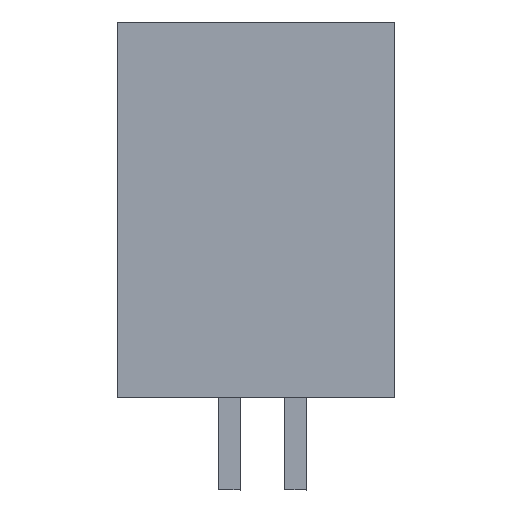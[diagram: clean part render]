
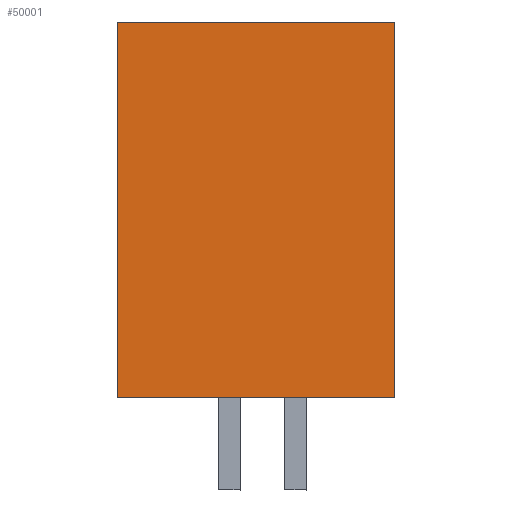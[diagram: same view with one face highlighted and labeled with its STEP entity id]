
A CAD part, left-side view. The second image highlights one B-rep face of the part: STEP entity #50001.
In plain terms, the highlighted planar face has unit normal (-1, 0, 0).
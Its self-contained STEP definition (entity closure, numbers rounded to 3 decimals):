
#49993=AXIS2_PLACEMENT_3D('Plane Axis2P3D',#49990,#49991,#49992) ;
#45367=CARTESIAN_POINT('Vertex',(0.,0.,3.5)) ;
#45370=CARTESIAN_POINT('Line Origine',(0.,5.25,3.5)) ;
#45374=CARTESIAN_POINT('Vertex',(0.,10.5,3.5)) ;
#45942=CARTESIAN_POINT('Vertex',(0.,0.,17.7)) ;
#45945=CARTESIAN_POINT('Line Origine',(0.,0.,10.6)) ;
#46330=CARTESIAN_POINT('Line Origine',(0.,10.5,10.6)) ;
#46334=CARTESIAN_POINT('Vertex',(0.,10.5,17.7)) ;
#47030=CARTESIAN_POINT('Line Origine',(0.,5.25,17.7)) ;
#49990=CARTESIAN_POINT('Axis2P3D Location',(0.,10.5,0.)) ;
#45371=DIRECTION('Vector Direction',(0.,-1.,0.)) ;
#45946=DIRECTION('Vector Direction',(0.,0.,1.)) ;
#46331=DIRECTION('Vector Direction',(0.,0.,1.)) ;
#47031=DIRECTION('Vector Direction',(0.,-1.,0.)) ;
#49991=DIRECTION('Axis2P3D Direction',(-1.,0.,0.)) ;
#49992=DIRECTION('Axis2P3D XDirection',(0.,-1.,0.)) ;
#45372=VECTOR('Line Direction',#45371,1.) ;
#45947=VECTOR('Line Direction',#45946,1.) ;
#46332=VECTOR('Line Direction',#46331,1.) ;
#47032=VECTOR('Line Direction',#47031,1.) ;
#49996=ORIENTED_EDGE('',*,*,#46336,.T.) ;
#49997=ORIENTED_EDGE('',*,*,#45376,.T.) ;
#49998=ORIENTED_EDGE('',*,*,#45949,.T.) ;
#49999=ORIENTED_EDGE('',*,*,#47034,.T.) ;
#50001=ADVANCED_FACE('HOUSING',(#50000),#49994,.T.) ;
#45376=EDGE_CURVE('',#45375,#45368,#45373,.T.) ;
#45949=EDGE_CURVE('',#45368,#45943,#45948,.T.) ;
#46336=EDGE_CURVE('',#46335,#45375,#46333,.F.) ;
#47034=EDGE_CURVE('',#45943,#46335,#47033,.F.) ;
#49995=EDGE_LOOP('',(#49996,#49997,#49998,#49999)) ;
#50000=FACE_OUTER_BOUND('',#49995,.T.) ;
#45373=LINE('Line',#45370,#45372) ;
#45948=LINE('Line',#45945,#45947) ;
#46333=LINE('Line',#46330,#46332) ;
#47033=LINE('Line',#47030,#47032) ;
#49994=PLANE('',#49993) ;
#45368=VERTEX_POINT('',#45367) ;
#45375=VERTEX_POINT('',#45374) ;
#45943=VERTEX_POINT('',#45942) ;
#46335=VERTEX_POINT('',#46334) ;
